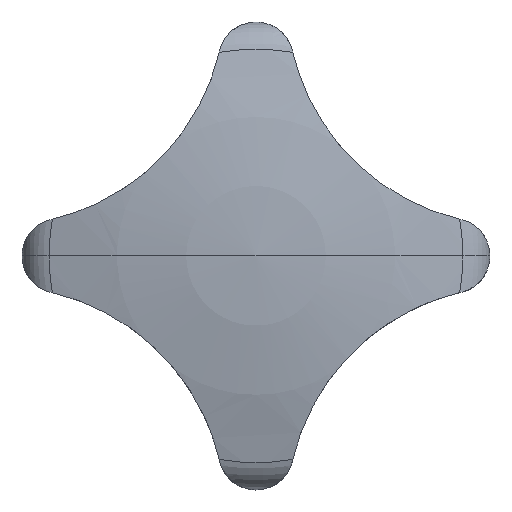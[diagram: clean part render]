
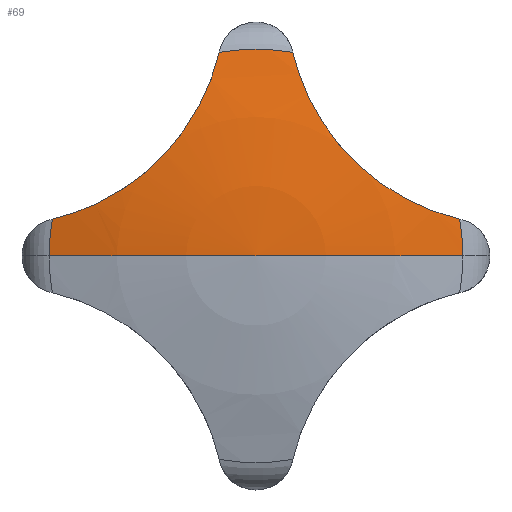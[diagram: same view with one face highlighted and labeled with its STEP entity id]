
A CAD part, top view. The second image highlights one B-rep face of the part: STEP entity #69.
In plain terms, the highlighted spherical face has radius 40 mm.
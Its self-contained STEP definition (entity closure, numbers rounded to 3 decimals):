
#69=ADVANCED_FACE('',(#166),#167,.T.);
#166=FACE_OUTER_BOUND('',#289,.T.);
#167=SPHERICAL_SURFACE('',#290,40.);
#289=EDGE_LOOP('',(#421,#422,#423,#424,#425,#426,#427));
#290=AXIS2_PLACEMENT_3D('',#428,#429,#430);
#421=ORIENTED_EDGE('',*,*,#768,.T.);
#422=ORIENTED_EDGE('',*,*,#769,.T.);
#423=ORIENTED_EDGE('',*,*,#770,.T.);
#424=ORIENTED_EDGE('',*,*,#771,.T.);
#425=ORIENTED_EDGE('',*,*,#772,.T.);
#426=ORIENTED_EDGE('',*,*,#773,.T.);
#427=ORIENTED_EDGE('',*,*,#774,.T.);
#428=CARTESIAN_POINT('',(0.,0.,-24.));
#429=DIRECTION('',(0.0,0.0,1.0));
#430=DIRECTION('',(-1.0,0.,0.0));
#768=EDGE_CURVE('',#919,#920,#921,.T.);
#769=EDGE_CURVE('',#920,#922,#923,.T.);
#770=EDGE_CURVE('',#922,#924,#925,.T.);
#771=EDGE_CURVE('',#924,#926,#927,.T.);
#772=EDGE_CURVE('',#926,#928,#929,.T.);
#773=EDGE_CURVE('',#928,#930,#931,.T.);
#774=EDGE_CURVE('',#930,#919,#932,.T.);
#919=VERTEX_POINT('',#1145);
#920=VERTEX_POINT('',#1146);
#921=CIRCLE('',#1147,40.);
#922=VERTEX_POINT('',#1148);
#923=CIRCLE('',#1149,40.);
#924=VERTEX_POINT('',#1150);
#925=CIRCLE('',#1151,11.053);
#926=VERTEX_POINT('',#1152);
#927=B_SPLINE_CURVE_WITH_KNOTS('',3,(#1153,#1154,#1155,#1156,#1157,#1158,#1159,#1160,#1161,#1162,#1163,#1164,#1165,#1166,#1167,#1168,#1169,#1170),.UNSPECIFIED.,.F.,.F.,(4,2,2,2,2,2,2,2,4),(16.889,18.57,20.327,22.084,23.842,25.619,27.397,29.174,29.644),.UNSPECIFIED.);
#928=VERTEX_POINT('',#1171);
#929=CIRCLE('',#1172,11.053);
#930=VERTEX_POINT('',#1173);
#931=B_SPLINE_CURVE_WITH_KNOTS('',3,(#1174,#1175,#1176,#1177,#1178,#1179,#1180,#1181,#1182,#1183,#1184,#1185,#1186,#1187,#1188,#1189,#1190,#1191),.UNSPECIFIED.,.F.,.F.,(4,2,2,2,2,2,2,2,4),(16.889,18.57,20.327,22.084,23.842,25.619,27.397,29.174,29.644),.UNSPECIFIED.);
#932=CIRCLE('',#1192,11.053);
#1145=CARTESIAN_POINT('',(-11.053,0.,14.443));
#1146=CARTESIAN_POINT('',(0.,0.,16.0));
#1147=AXIS2_PLACEMENT_3D('',#1713,#1714,#1715);
#1148=CARTESIAN_POINT('',(11.053,0.,14.443));
#1149=AXIS2_PLACEMENT_3D('',#1716,#1717,#1718);
#1150=CARTESIAN_POINT('',(10.876,1.966,14.443));
#1151=AXIS2_PLACEMENT_3D('',#1719,#1720,#1721);
#1152=CARTESIAN_POINT('',(1.966,10.876,14.443));
#1153=CARTESIAN_POINT('',(10.876,1.966,14.443));
#1154=CARTESIAN_POINT('',(10.348,2.091,14.586));
#1155=CARTESIAN_POINT('',(9.803,2.259,14.719));
#1156=CARTESIAN_POINT('',(8.698,2.692,14.955));
#1157=CARTESIAN_POINT('',(8.136,2.963,15.057));
#1158=CARTESIAN_POINT('',(7.059,3.591,15.213));
#1159=CARTESIAN_POINT('',(6.543,3.949,15.268));
#1160=CARTESIAN_POINT('',(5.586,4.728,15.33));
#1161=CARTESIAN_POINT('',(5.145,5.15,15.336));
#1162=CARTESIAN_POINT('',(4.354,6.023,15.308));
#1163=CARTESIAN_POINT('',(3.974,6.508,15.271));
#1164=CARTESIAN_POINT('',(3.288,7.546,15.149));
#1165=CARTESIAN_POINT('',(2.982,8.099,15.063));
#1166=CARTESIAN_POINT('',(2.462,9.239,14.846));
#1167=CARTESIAN_POINT('',(2.249,9.826,14.714));
#1168=CARTESIAN_POINT('',(2.042,10.567,14.525));
#1169=CARTESIAN_POINT('',(2.002,10.722,14.484));
#1170=CARTESIAN_POINT('',(1.966,10.876,14.443));
#1171=CARTESIAN_POINT('',(-1.966,10.876,14.443));
#1172=AXIS2_PLACEMENT_3D('',#1722,#1723,#1724);
#1173=CARTESIAN_POINT('',(-10.876,1.966,14.443));
#1174=CARTESIAN_POINT('',(-1.966,10.876,14.443));
#1175=CARTESIAN_POINT('',(-2.091,10.348,14.586));
#1176=CARTESIAN_POINT('',(-2.259,9.803,14.719));
#1177=CARTESIAN_POINT('',(-2.692,8.698,14.955));
#1178=CARTESIAN_POINT('',(-2.963,8.136,15.057));
#1179=CARTESIAN_POINT('',(-3.591,7.059,15.213));
#1180=CARTESIAN_POINT('',(-3.949,6.543,15.268));
#1181=CARTESIAN_POINT('',(-4.728,5.586,15.33));
#1182=CARTESIAN_POINT('',(-5.15,5.145,15.336));
#1183=CARTESIAN_POINT('',(-6.023,4.354,15.308));
#1184=CARTESIAN_POINT('',(-6.508,3.974,15.271));
#1185=CARTESIAN_POINT('',(-7.546,3.288,15.149));
#1186=CARTESIAN_POINT('',(-8.099,2.982,15.063));
#1187=CARTESIAN_POINT('',(-9.239,2.462,14.846));
#1188=CARTESIAN_POINT('',(-9.826,2.249,14.714));
#1189=CARTESIAN_POINT('',(-10.567,2.042,14.525));
#1190=CARTESIAN_POINT('',(-10.722,2.002,14.484));
#1191=CARTESIAN_POINT('',(-10.876,1.966,14.443));
#1192=AXIS2_PLACEMENT_3D('',#1725,#1726,#1727);
#1713=CARTESIAN_POINT('',(0.,0.,-24.));
#1714=DIRECTION('',(0.,1.0,0.0));
#1715=DIRECTION('',(0.0,-0.0,-1.0));
#1716=CARTESIAN_POINT('',(0.,0.,-24.));
#1717=DIRECTION('',(0.,1.0,0.0));
#1718=DIRECTION('',(0.0,-0.0,-1.0));
#1719=CARTESIAN_POINT('',(0.,0.,14.443));
#1720=DIRECTION('',(0.0,0.0,1.0));
#1721=DIRECTION('',(1.0,0.,0.0));
#1722=CARTESIAN_POINT('',(0.,0.,14.443));
#1723=DIRECTION('',(0.0,0.0,1.0));
#1724=DIRECTION('',(1.0,0.,0.0));
#1725=CARTESIAN_POINT('',(0.,0.,14.443));
#1726=DIRECTION('',(0.0,0.0,1.0));
#1727=DIRECTION('',(1.0,0.,0.0));
